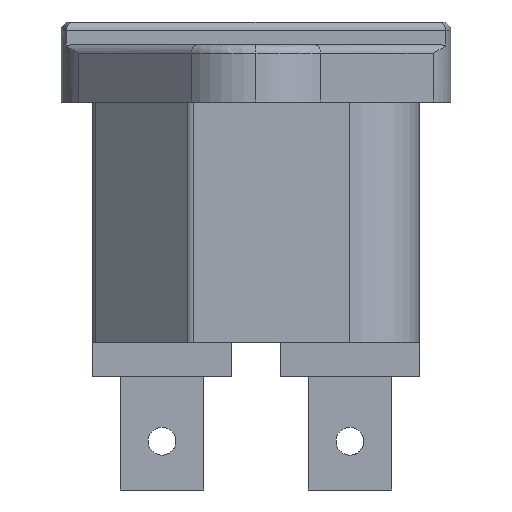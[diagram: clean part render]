
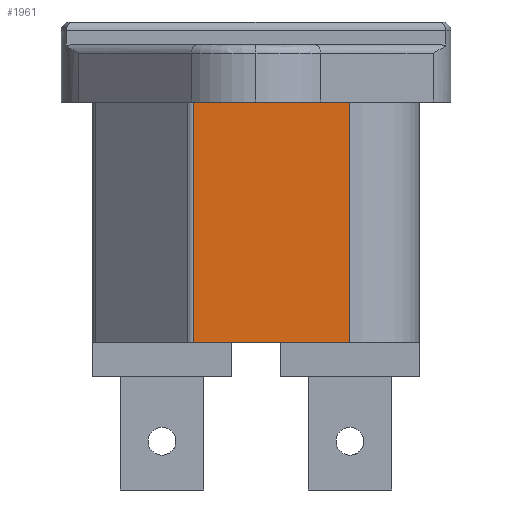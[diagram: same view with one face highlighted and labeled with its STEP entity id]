
A CAD part, left-side view. The second image highlights one B-rep face of the part: STEP entity #1961.
In plain terms, the highlighted planar face has unit normal (-1, 0, 0).
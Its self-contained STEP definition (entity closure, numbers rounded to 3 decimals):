
#1198=CARTESIAN_POINT('Vertex',(-13.5,3.593,-3.3)) ;
#1201=CARTESIAN_POINT('Line Origine',(-13.5,-0.904,-3.3)) ;
#1205=CARTESIAN_POINT('Vertex',(-13.5,-5.4,-3.3)) ;
#1923=CARTESIAN_POINT('Vertex',(-13.5,3.593,-17.1)) ;
#1926=CARTESIAN_POINT('Line Origine',(-13.5,3.593,-17.1)) ;
#1938=CARTESIAN_POINT('Axis2P3D Location',(-13.5,3.8,-17.1)) ;
#1943=CARTESIAN_POINT('Line Origine',(-13.5,-0.904,-17.1)) ;
#1947=CARTESIAN_POINT('Vertex',(-13.5,-5.4,-17.1)) ;
#1950=CARTESIAN_POINT('Line Origine',(-13.5,-5.4,-10.2)) ;
#1202=DIRECTION('Vector Direction',(0.,1.,0.)) ;
#1927=DIRECTION('Vector Direction',(0.,0.,1.)) ;
#1939=DIRECTION('Axis2P3D Direction',(1.,0.,0.)) ;
#1940=DIRECTION('Axis2P3D XDirection',(0.,0.,-1.)) ;
#1944=DIRECTION('Vector Direction',(0.,1.,0.)) ;
#1951=DIRECTION('Vector Direction',(0.,0.,1.)) ;
#1941=AXIS2_PLACEMENT_3D('Plane Axis2P3D',#1938,#1939,#1940) ;
#1956=ORIENTED_EDGE('',*,*,#1207,.T.) ;
#1957=ORIENTED_EDGE('',*,*,#1930,.T.) ;
#1958=ORIENTED_EDGE('',*,*,#1949,.F.) ;
#1959=ORIENTED_EDGE('',*,*,#1954,.T.) ;
#1203=VECTOR('Line Direction',#1202,1.) ;
#1928=VECTOR('Line Direction',#1927,1.) ;
#1945=VECTOR('Line Direction',#1944,1.) ;
#1952=VECTOR('Line Direction',#1951,1.) ;
#1961=ADVANCED_FACE('Fillet4',(#1960),#1942,.F.) ;
#1207=EDGE_CURVE('',#1206,#1199,#1204,.T.) ;
#1930=EDGE_CURVE('',#1199,#1924,#1929,.F.) ;
#1949=EDGE_CURVE('',#1948,#1924,#1946,.T.) ;
#1954=EDGE_CURVE('',#1948,#1206,#1953,.T.) ;
#1955=EDGE_LOOP('',(#1956,#1957,#1958,#1959)) ;
#1960=FACE_OUTER_BOUND('',#1955,.T.) ;
#1204=LINE('Line',#1201,#1203) ;
#1929=LINE('Line',#1926,#1928) ;
#1946=LINE('Line',#1943,#1945) ;
#1953=LINE('Line',#1950,#1952) ;
#1942=PLANE('Plane',#1941) ;
#1199=VERTEX_POINT('',#1198) ;
#1206=VERTEX_POINT('',#1205) ;
#1924=VERTEX_POINT('',#1923) ;
#1948=VERTEX_POINT('',#1947) ;
